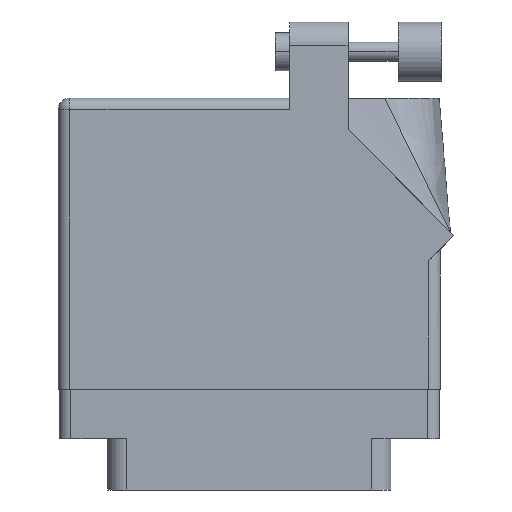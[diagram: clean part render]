
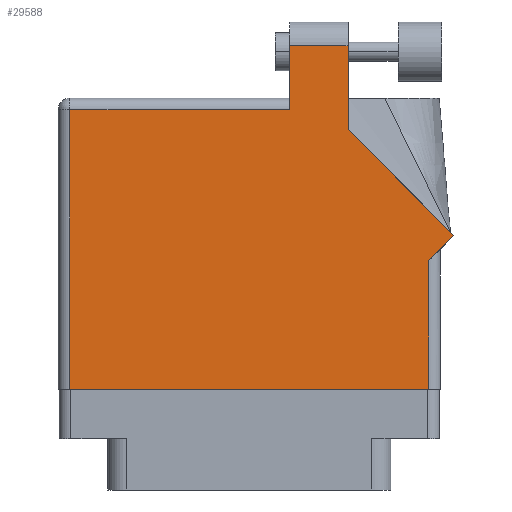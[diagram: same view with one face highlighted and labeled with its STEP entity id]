
A CAD part, front view. The second image highlights one B-rep face of the part: STEP entity #29588.
In plain terms, the highlighted face is planar.
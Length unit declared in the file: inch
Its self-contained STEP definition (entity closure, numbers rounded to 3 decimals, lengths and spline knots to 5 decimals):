
#136 = PLANE ( 'NONE',  #1542 ) ;
#174 = VERTEX_POINT ( 'NONE', #16138 ) ;
#702 = LINE ( 'NONE', #18655, #27664 ) ;
#1542 = AXIS2_PLACEMENT_3D ( 'NONE', #5569, #8277, #30551 ) ;
#1852 = EDGE_CURVE ( 'NONE', #7672, #8735, #27450, .T. ) ;
#2300 = LINE ( 'NONE', #34852, #19976 ) ;
#4244 = FACE_OUTER_BOUND ( 'NONE', #17481, .T. ) ;
#4492 = LINE ( 'NONE', #34237, #17567 ) ;
#4697 = ORIENTED_EDGE ( 'NONE', *, *, #7301, .T. ) ;
#5183 = DIRECTION ( 'NONE',  ( -1., 0., 0. ) ) ;
#5354 = CARTESIAN_POINT ( 'NONE',  ( 2.01, 0.737, 0. ) ) ;
#5569 = CARTESIAN_POINT ( 'NONE',  ( 0., 1.53, 0. ) ) ;
#6130 = EDGE_CURVE ( 'NONE', #24679, #25056, #4492, .T. ) ;
#6159 = ORIENTED_EDGE ( 'NONE', *, *, #12226, .T. ) ;
#7301 = EDGE_CURVE ( 'NONE', #17494, #24679, #2300, .T. ) ;
#7588 = DIRECTION ( 'NONE',  ( -0.707, 0.707, 0. ) ) ;
#7672 = VERTEX_POINT ( 'NONE', #34610 ) ;
#7837 = EDGE_CURVE ( 'NONE', #174, #7672, #8578, .T. ) ;
#8171 = DIRECTION ( 'NONE',  ( 0., -1., 0. ) ) ;
#8277 = DIRECTION ( 'NONE',  ( 0., 0., -1. ) ) ;
#8387 = ORIENTED_EDGE ( 'NONE', *, *, #25584, .T. ) ;
#8578 = LINE ( 'NONE', #29896, #28368 ) ;
#8735 = VERTEX_POINT ( 'NONE', #27893 ) ;
#8958 = CARTESIAN_POINT ( 'NONE',  ( 1.524, 1.36442, 0. ) ) ;
#9995 = LINE ( 'NONE', #5354, #20534 ) ;
#10258 = CARTESIAN_POINT ( 'NONE',  ( 0.062, 0., 0. ) ) ;
#10810 = VERTEX_POINT ( 'NONE', #13454 ) ;
#11011 = LINE ( 'NONE', #33254, #22817 ) ;
#11871 = EDGE_CURVE ( 'NONE', #31230, #174, #26843, .T. ) ;
#12226 = EDGE_CURVE ( 'NONE', #25056, #31230, #11011, .T. ) ;
#12584 = ORIENTED_EDGE ( 'NONE', *, *, #1852, .T. ) ;
#13170 = VECTOR ( 'NONE', #21044, 39.37008 ) ;
#13230 = DIRECTION ( 'NONE',  ( 0., -1., 0. ) ) ;
#13277 = DIRECTION ( 'NONE',  ( 0.707, 0.707, 0. ) ) ;
#13454 = CARTESIAN_POINT ( 'NONE',  ( 2.08071, 0.80771, 0. ) ) ;
#15174 = CARTESIAN_POINT ( 'NONE',  ( 1.217, 1.468, 0. ) ) ;
#15671 = ORIENTED_EDGE ( 'NONE', *, *, #24375, .T. ) ;
#16064 = EDGE_CURVE ( 'NONE', #16673, #17494, #17935, .T. ) ;
#16138 = CARTESIAN_POINT ( 'NONE',  ( 0.062, 0., 0. ) ) ;
#16190 = CARTESIAN_POINT ( 'NONE',  ( 1.524, 1.805, 0. ) ) ;
#16673 = VERTEX_POINT ( 'NONE', #8958 ) ;
#17424 = CARTESIAN_POINT ( 'NONE',  ( 1.948, 0.737, 0. ) ) ;
#17481 = EDGE_LOOP ( 'NONE', ( #28197, #4697, #23844, #6159, #26357, #20112, #12584, #15671, #8387 ) ) ;
#17494 = VERTEX_POINT ( 'NONE', #16190 ) ;
#17567 = VECTOR ( 'NONE', #8171, 39.37008 ) ;
#17935 = LINE ( 'NONE', #20726, #25475 ) ;
#17978 = VECTOR ( 'NONE', #13230, 39.37008 ) ;
#18655 = CARTESIAN_POINT ( 'NONE',  ( 2.08071, 0.80771, 0. ) ) ;
#19583 = DIRECTION ( 'NONE',  ( -1., 0., 0. ) ) ;
#19970 = DIRECTION ( 'NONE',  ( 0., 1., 0. ) ) ;
#19976 = VECTOR ( 'NONE', #5183, 39.37008 ) ;
#20112 = ORIENTED_EDGE ( 'NONE', *, *, #7837, .T. ) ;
#20534 = VECTOR ( 'NONE', #13277, 39.37008 ) ;
#20726 = CARTESIAN_POINT ( 'NONE',  ( 1.524, 1.36442, 0. ) ) ;
#21044 = DIRECTION ( 'NONE',  ( 0., 1., 0. ) ) ;
#22817 = VECTOR ( 'NONE', #19583, 39.37008 ) ;
#23844 = ORIENTED_EDGE ( 'NONE', *, *, #6130, .T. ) ;
#24375 = EDGE_CURVE ( 'NONE', #8735, #10810, #9995, .T. ) ;
#24679 = VERTEX_POINT ( 'NONE', #29552 ) ;
#25056 = VERTEX_POINT ( 'NONE', #15174 ) ;
#25475 = VECTOR ( 'NONE', #19970, 39.37008 ) ;
#25584 = EDGE_CURVE ( 'NONE', #10810, #16673, #702, .T. ) ;
#26357 = ORIENTED_EDGE ( 'NONE', *, *, #11871, .T. ) ;
#26531 = CARTESIAN_POINT ( 'NONE',  ( 0.062, 1.468, 0. ) ) ;
#26843 = LINE ( 'NONE', #10258, #17978 ) ;
#27450 = LINE ( 'NONE', #17424, #13170 ) ;
#27664 = VECTOR ( 'NONE', #7588, 39.37008 ) ;
#27893 = CARTESIAN_POINT ( 'NONE',  ( 1.948, 0.675, 0. ) ) ;
#28197 = ORIENTED_EDGE ( 'NONE', *, *, #16064, .T. ) ;
#28368 = VECTOR ( 'NONE', #32598, 39.37008 ) ;
#29552 = CARTESIAN_POINT ( 'NONE',  ( 1.217, 1.805, 0. ) ) ;
#29588 = ADVANCED_FACE ( 'NONE', ( #4244 ), #136, .F. ) ;
#29896 = CARTESIAN_POINT ( 'NONE',  ( 0., 0., 0. ) ) ;
#30551 = DIRECTION ( 'NONE',  ( -1., 0., 0. ) ) ;
#31230 = VERTEX_POINT ( 'NONE', #26531 ) ;
#32598 = DIRECTION ( 'NONE',  ( 1., 0., 0. ) ) ;
#33254 = CARTESIAN_POINT ( 'NONE',  ( 0., 1.468, 0. ) ) ;
#34237 = CARTESIAN_POINT ( 'NONE',  ( 1.217, 1.53, 0. ) ) ;
#34610 = CARTESIAN_POINT ( 'NONE',  ( 1.948, 0., 0. ) ) ;
#34852 = CARTESIAN_POINT ( 'NONE',  ( 1.217, 1.805, 0. ) ) ;
